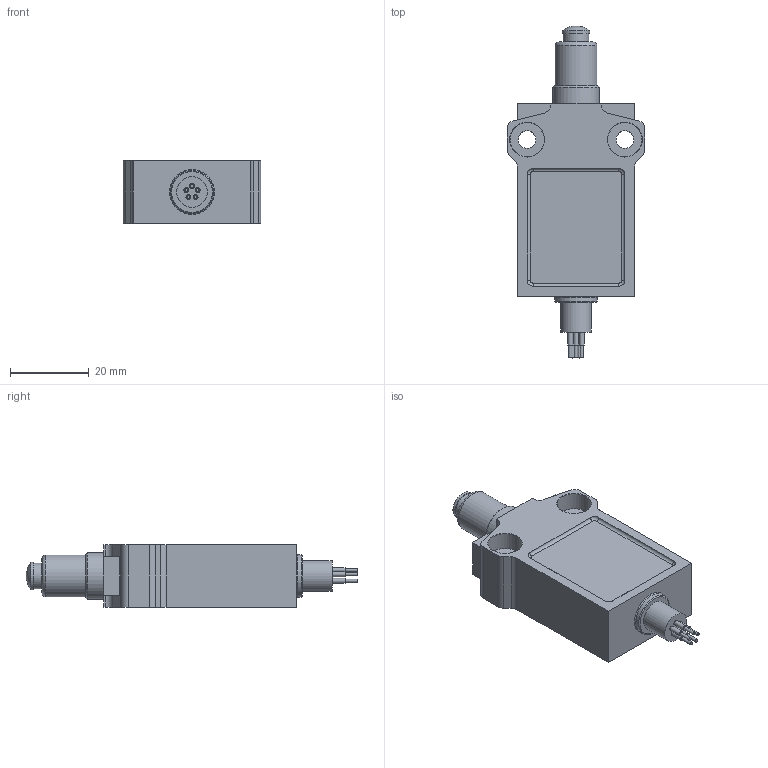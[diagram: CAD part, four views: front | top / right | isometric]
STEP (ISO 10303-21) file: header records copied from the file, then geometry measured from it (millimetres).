
FILE_DESCRIPTION (( 'STEP AP203' ), '1' );
FILE_NAME ('AEM2G16Z11-3_Default.step', '2022-04-01T15:31:31', ( 'Windows User' ), ( '' ), 'SwSTEP 2.0', 'SolidWorks 2021', '' );
FILE_SCHEMA (( 'CONFIG_CONTROL_DESIGN' ));
Length unit declared in the file: inch
Products named in the file (1): AEM2G16Z11-3_Default
Bounding box: 35.05 x 84.58 x 16 mm (x, y, z)
Volume: 23662.6 mm3; surface area: 7274.1 mm2
Topology: 1 solids, 1 shells, 100 faces, 227 edges, 150 vertices
Faces by surface type: plane 43, cylinder 40, torus 11, cone 5, sphere 1
Full cylindrical faces by diameter (mm): 0.787 x5, 1.27 x5, 4.496 x2, 6.604 x1, 7.112 x1, 7.874 x1, 8.733 x4, 10.668 x1, 10.922 x1, 11.938 x1
Entity records: 2721 total; most frequent: DIRECTION 496, CARTESIAN_POINT 435, ORIENTED_EDGE 380, AXIS2_PLACEMENT_3D 205, EDGE_CURVE 190, EDGE_LOOP 156, VERTEX_POINT 144, FACE_OUTER_BOUND 125
